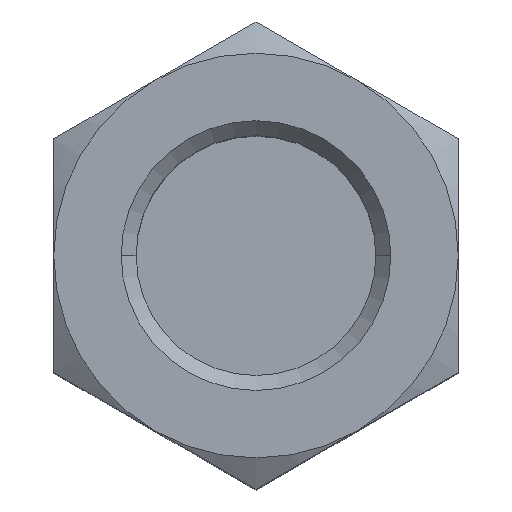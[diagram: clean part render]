
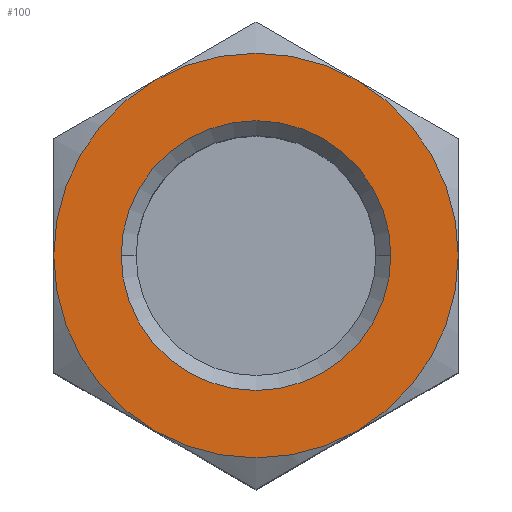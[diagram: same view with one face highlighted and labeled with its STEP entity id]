
A CAD part, top view. The second image highlights one B-rep face of the part: STEP entity #100.
In plain terms, the highlighted planar face has unit normal (0, 0, 1).
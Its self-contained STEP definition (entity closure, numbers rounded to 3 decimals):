
#1 = CARTESIAN_POINT ( 'NONE',  ( 0., 0., 32. ) ) ;
#22 = CARTESIAN_POINT ( 'NONE',  ( 9., 0., 32. ) ) ;
#32 = DIRECTION ( 'NONE',  ( 0., 0., 1. ) ) ;
#37 = ORIENTED_EDGE ( 'NONE', *, *, #310, .T. ) ;
#54 = EDGE_CURVE ( 'NONE', #627, #729, #705, .T. ) ;
#60 = DIRECTION ( 'NONE',  ( 0., 0., -1. ) ) ;
#62 = DIRECTION ( 'NONE',  ( -1., 0., 0. ) ) ;
#67 = CARTESIAN_POINT ( 'NONE',  ( 16., 0., 32. ) ) ;
#74 = DIRECTION ( 'NONE',  ( 0., 0., 1. ) ) ;
#80 = CIRCLE ( 'NONE', #933, 13.5 ) ;
#82 = CARTESIAN_POINT ( 'NONE',  ( 0., 0., 32. ) ) ;
#86 = CARTESIAN_POINT ( 'NONE',  ( 0., 0., 32. ) ) ;
#92 = AXIS2_PLACEMENT_3D ( 'NONE', #67, #60, #688 ) ;
#100 = ADVANCED_FACE ( 'NONE', ( #528, #776 ), #934, .F. ) ;
#109 = EDGE_LOOP ( 'NONE', ( #506, #243, #37, #138, #988, #746 ) ) ;
#111 = AXIS2_PLACEMENT_3D ( 'NONE', #86, #338, #819 ) ;
#138 = ORIENTED_EDGE ( 'NONE', *, *, #54, .T. ) ;
#172 = VERTEX_POINT ( 'NONE', #540 ) ;
#200 = DIRECTION ( 'NONE',  ( -1., 0., 0. ) ) ;
#214 = AXIS2_PLACEMENT_3D ( 'NONE', #1, #300, #230 ) ;
#223 = DIRECTION ( 'NONE',  ( 0., 0., -1. ) ) ;
#230 = DIRECTION ( 'NONE',  ( -1., 0., 0. ) ) ;
#243 = ORIENTED_EDGE ( 'NONE', *, *, #867, .T. ) ;
#255 = CARTESIAN_POINT ( 'NONE',  ( 0., 0., 32. ) ) ;
#258 = EDGE_CURVE ( 'NONE', #729, #586, #930, .T. ) ;
#261 = CARTESIAN_POINT ( 'NONE',  ( 6.75, -11.691, 32. ) ) ;
#270 = DIRECTION ( 'NONE',  ( -1., 0., 0. ) ) ;
#300 = DIRECTION ( 'NONE',  ( 0., 0., 1. ) ) ;
#310 = EDGE_CURVE ( 'NONE', #598, #627, #393, .T. ) ;
#329 = VERTEX_POINT ( 'NONE', #431 ) ;
#336 = ORIENTED_EDGE ( 'NONE', *, *, #401, .T. ) ;
#338 = DIRECTION ( 'NONE',  ( 0., 0., -1. ) ) ;
#356 = DIRECTION ( 'NONE',  ( 0., 0., -1. ) ) ;
#357 = VERTEX_POINT ( 'NONE', #607 ) ;
#393 = CIRCLE ( 'NONE', #536, 13.5 ) ;
#401 = EDGE_CURVE ( 'NONE', #661, #172, #815, .T. ) ;
#431 = CARTESIAN_POINT ( 'NONE',  ( -6.75, 11.691, 32. ) ) ;
#500 = CARTESIAN_POINT ( 'NONE',  ( 0., 0., 32. ) ) ;
#506 = ORIENTED_EDGE ( 'NONE', *, *, #862, .F. ) ;
#526 = CARTESIAN_POINT ( 'NONE',  ( 0., 0., 32. ) ) ;
#528 = FACE_BOUND ( 'NONE', #547, .T. ) ;
#533 = DIRECTION ( 'NONE',  ( 0., 0., 1. ) ) ;
#536 = AXIS2_PLACEMENT_3D ( 'NONE', #255, #32, #651 ) ;
#540 = CARTESIAN_POINT ( 'NONE',  ( -9., 0., 32. ) ) ;
#547 = EDGE_LOOP ( 'NONE', ( #336, #668 ) ) ;
#553 = CIRCLE ( 'NONE', #111, 9. ) ;
#567 = AXIS2_PLACEMENT_3D ( 'NONE', #526, #356, #200 ) ;
#586 = VERTEX_POINT ( 'NONE', #611 ) ;
#598 = VERTEX_POINT ( 'NONE', #1035 ) ;
#602 = AXIS2_PLACEMENT_3D ( 'NONE', #500, #816, #270 ) ;
#607 = CARTESIAN_POINT ( 'NONE',  ( -13.5, 0., 32. ) ) ;
#611 = CARTESIAN_POINT ( 'NONE',  ( 6.75, 11.691, 32. ) ) ;
#618 = AXIS2_PLACEMENT_3D ( 'NONE', #774, #533, #943 ) ;
#627 = VERTEX_POINT ( 'NONE', #261 ) ;
#651 = DIRECTION ( 'NONE',  ( -1., 0., 0. ) ) ;
#661 = VERTEX_POINT ( 'NONE', #22 ) ;
#668 = ORIENTED_EDGE ( 'NONE', *, *, #687, .T. ) ;
#687 = EDGE_CURVE ( 'NONE', #172, #661, #553, .T. ) ;
#688 = DIRECTION ( 'NONE',  ( -1., 0., 0. ) ) ;
#705 = CIRCLE ( 'NONE', #618, 13.5 ) ;
#709 = AXIS2_PLACEMENT_3D ( 'NONE', #82, #223, #62 ) ;
#726 = CARTESIAN_POINT ( 'NONE',  ( 13.5, 0., 32. ) ) ;
#729 = VERTEX_POINT ( 'NONE', #726 ) ;
#746 = ORIENTED_EDGE ( 'NONE', *, *, #998, .T. ) ;
#774 = CARTESIAN_POINT ( 'NONE',  ( 0., 0., 32. ) ) ;
#776 = FACE_OUTER_BOUND ( 'NONE', #109, .T. ) ;
#779 = CARTESIAN_POINT ( 'NONE',  ( 0., 0., 32. ) ) ;
#815 = CIRCLE ( 'NONE', #567, 9. ) ;
#816 = DIRECTION ( 'NONE',  ( 0., 0., 1. ) ) ;
#819 = DIRECTION ( 'NONE',  ( -1., 0., 0. ) ) ;
#862 = EDGE_CURVE ( 'NONE', #357, #329, #950, .T. ) ;
#867 = EDGE_CURVE ( 'NONE', #357, #598, #985, .T. ) ;
#930 = CIRCLE ( 'NONE', #602, 13.5 ) ;
#933 = AXIS2_PLACEMENT_3D ( 'NONE', #779, #74, #1032 ) ;
#934 = PLANE ( 'NONE',  #92 ) ;
#943 = DIRECTION ( 'NONE',  ( -1., 0., 0. ) ) ;
#950 = CIRCLE ( 'NONE', #709, 13.5 ) ;
#985 = CIRCLE ( 'NONE', #214, 13.5 ) ;
#988 = ORIENTED_EDGE ( 'NONE', *, *, #258, .T. ) ;
#998 = EDGE_CURVE ( 'NONE', #586, #329, #80, .T. ) ;
#1032 = DIRECTION ( 'NONE',  ( -1., 0., 0. ) ) ;
#1035 = CARTESIAN_POINT ( 'NONE',  ( -6.75, -11.691, 32. ) ) ;
